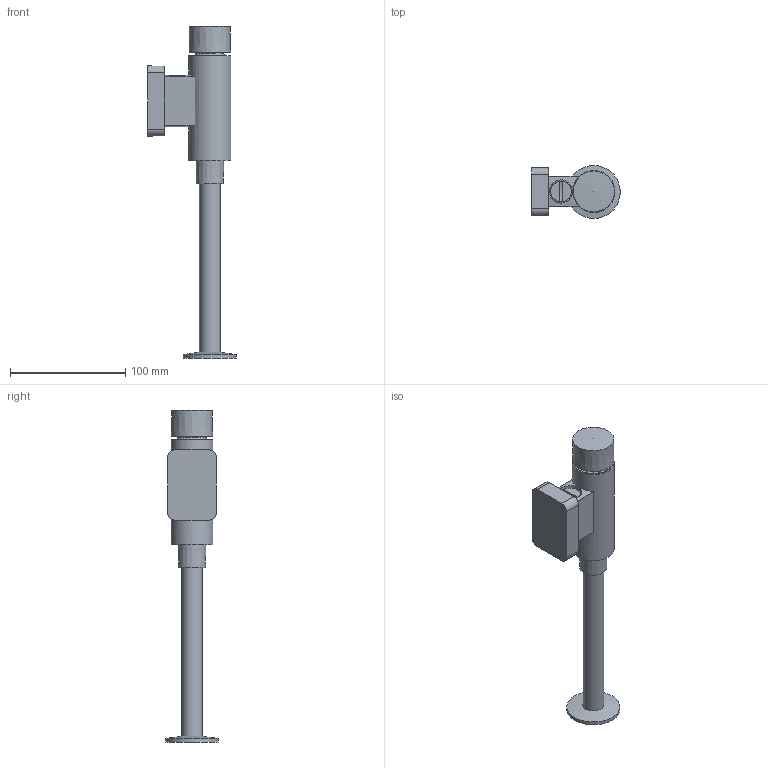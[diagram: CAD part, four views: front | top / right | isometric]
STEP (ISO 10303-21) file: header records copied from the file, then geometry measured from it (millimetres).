
FILE_DESCRIPTION(/* description */ ('Unknown'),/* implementation_level */ '2;1');
FILE_NAME(/* name */ '37339000',/* time_stamp */ '2022-09-01T16:15:14+02:00',/* author */ ('Unknown'),/* organization */ ('GROHE AG'),/* preprocessor_version */ 'ST-DEVELOPER v16.7',/* originating_system */ 'DEX',/* authorisation */ $);
FILE_SCHEMA (('AUTOMOTIVE_DESIGN {1 0 10303 214 3 1 1}'));
Length unit declared in the file: millimetre
Products named in the file (3): 37339000; id46
Assembly tree (2 placements, depth 2):
  37339000
    37339000
    id46
Bounding box: 77 x 46 x 288.6 mm (x, y, z)
Volume: 28551.8 mm3; surface area: 46367.8 mm2
Topology: 2 solids, 9 shells, 51 faces, 117 edges, 82 vertices
Faces by surface type: plane 26, cylinder 14, cone 8, torus 2, sphere 1
Full cylindrical faces by diameter (mm): 17.8 x1, 18 x1, 18.461 x1, 18.5 x1, 20.2 x1, 24.4 x1, 30 x1, 30.4 x1, 36.5 x1, 46 x1
Entity records: 1501 total; most frequent: CARTESIAN_POINT 271, DIRECTION 252, ORIENTED_EDGE 164, AXIS2_PLACEMENT_3D 107, EDGE_CURVE 96, VERTEX_POINT 79, FACE_BOUND 78, EDGE_LOOP 77
